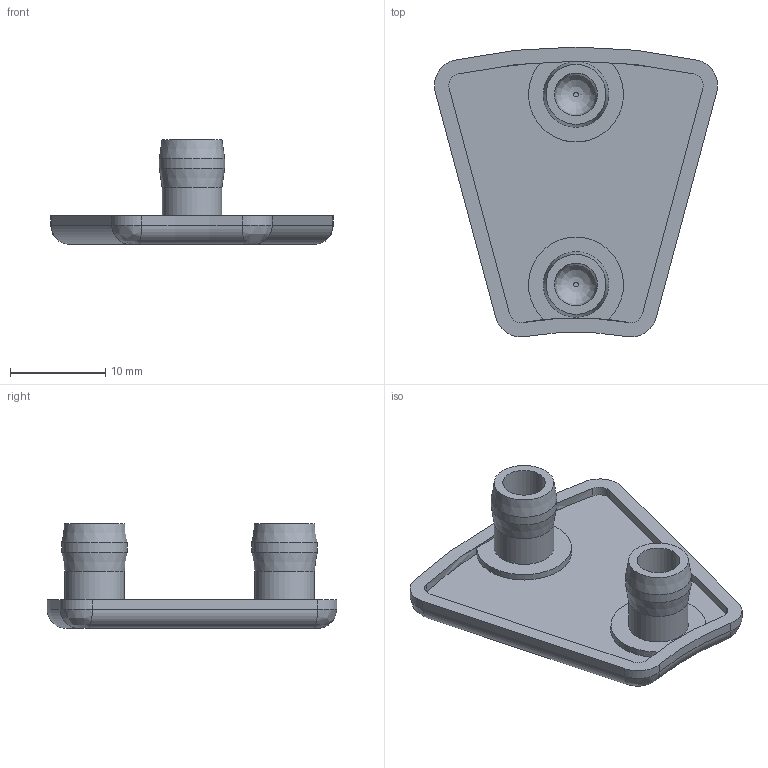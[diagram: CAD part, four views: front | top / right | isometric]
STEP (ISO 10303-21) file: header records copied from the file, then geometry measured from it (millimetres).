
FILE_DESCRIPTION((''),'2;1');
FILE_NAME('SZ0091S-A.stp','2013-08-20T11:22:28',('janine behrens'),(''),'Autodesk Inventor 2012','Autodesk Inventor 2012','');
FILE_SCHEMA(('AUTOMOTIVE_DESIGN { 1 0 10303 214 1 1 1 1 }'));
Length unit declared in the file: millimetre
Products named in the file (1): SZ0091S-A
Bounding box: 29.78 x 30.52 x 11 mm (x, y, z)
Volume: 1881.6 mm3; surface area: 2275.4 mm2
Topology: 1 solids, 1 shells, 47 faces, 104 edges, 64 vertices
Faces by surface type: cylinder 22, plane 13, bspline 6, cone 4, torus 2
Full cylindrical faces by diameter (mm): 4.5 x2, 6.3 x2, 6.9 x2
Entity records: 1440 total; most frequent: CARTESIAN_POINT 388, DIRECTION 238, ORIENTED_EDGE 184, AXIS2_PLACEMENT_3D 104, EDGE_CURVE 92, VERTEX_POINT 64, EDGE_LOOP 64, CIRCLE 62
